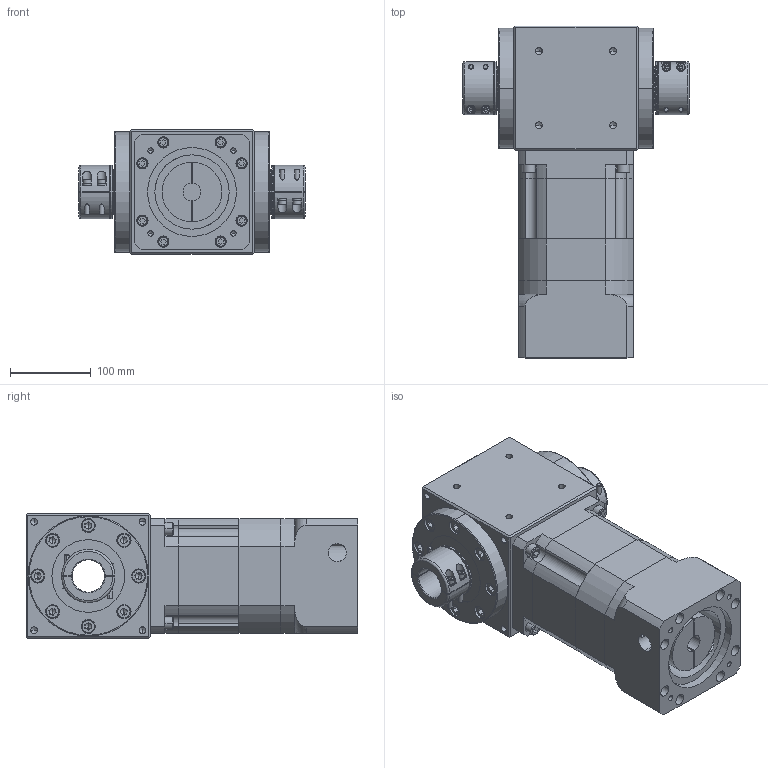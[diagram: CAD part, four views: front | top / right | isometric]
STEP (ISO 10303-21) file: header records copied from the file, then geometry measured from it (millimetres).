
FILE_DESCRIPTION (( 'STEP AP214' ), '1' );
FILE_NAME ('RAM150-L2-XX-D-22-110-145-M8_2019.STEP', '2019-05-13T09:37:23', ( 'Y' ), ( 'NCU' ), 'SwSTEP 2.0', 'SolidWorks 2016', '' );
FILE_SCHEMA (( 'AUTOMOTIVE_DESIGN' ));
Length unit declared in the file: millimetre
Products named in the file (1): RAM150-L2-XX-D-22-110-145-M8_2019
Bounding box: 280 x 411 x 154 mm (x, y, z)
Volume: 8640572.5 mm3; surface area: 640473.9 mm2
Topology: 5 solids, 21 shells, 1261 faces, 2982 edges, 1836 vertices
Faces by surface type: plane 631, cylinder 412, cone 142, torus 76
Entity records: 38390 total; most frequent: CARTESIAN_POINT 7762, DIRECTION 6546, ORIENTED_EDGE 5772, EDGE_CURVE 2886, AXIS2_PLACEMENT_3D 2478, VERTEX_POINT 1836, VECTOR 1590, LINE 1590
